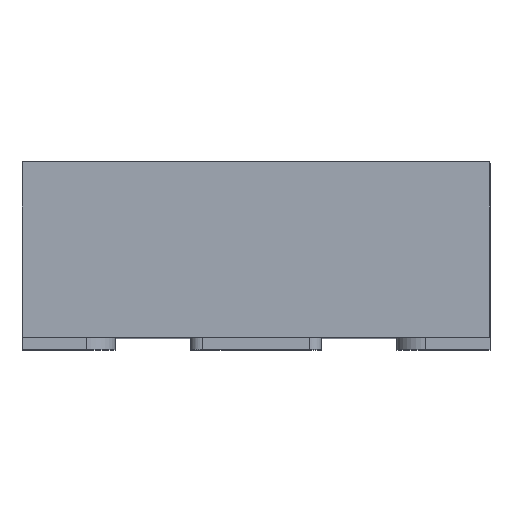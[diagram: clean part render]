
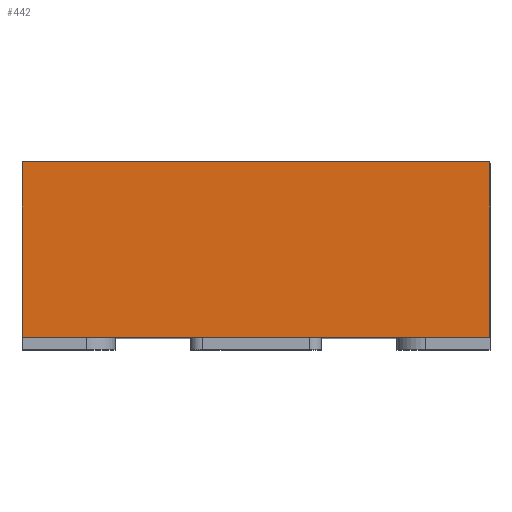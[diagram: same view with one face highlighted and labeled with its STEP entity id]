
A CAD part, top view. The second image highlights one B-rep face of the part: STEP entity #442.
In plain terms, the highlighted planar face has unit normal (0, 0, 1).
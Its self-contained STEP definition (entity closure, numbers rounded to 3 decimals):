
#103 = CARTESIAN_POINT ( 'NONE',  ( -1., 0.05, 1.5 ) ) ;
#138 = VECTOR ( 'NONE', #769, 1000. ) ;
#166 = DIRECTION ( 'NONE',  ( 0., -1., 0. ) ) ;
#173 = VERTEX_POINT ( 'NONE', #2825 ) ;
#341 = EDGE_CURVE ( 'NONE', #2301, #2045, #2065, .T. ) ;
#424 = ORIENTED_EDGE ( 'NONE', *, *, #341, .T. ) ;
#442 = ADVANCED_FACE ( 'NONE', ( #2305 ), #3383, .F. ) ;
#465 = ORIENTED_EDGE ( 'NONE', *, *, #1793, .F. ) ;
#487 = DIRECTION ( 'NONE',  ( 1., 0., 0. ) ) ;
#769 = DIRECTION ( 'NONE',  ( 1., 0., 0. ) ) ;
#866 = LINE ( 'NONE', #1672, #3469 ) ;
#979 = CARTESIAN_POINT ( 'NONE',  ( 1., 5.206, 1.5 ) ) ;
#1036 = ORIENTED_EDGE ( 'NONE', *, *, #1376, .T. ) ;
#1376 = EDGE_CURVE ( 'NONE', #173, #2301, #2508, .T. ) ;
#1403 = CARTESIAN_POINT ( 'NONE',  ( 1., 0.8, 1.5 ) ) ;
#1672 = CARTESIAN_POINT ( 'NONE',  ( 1., 5.206, 1.5 ) ) ;
#1697 = VECTOR ( 'NONE', #166, 1000. ) ;
#1705 = ORIENTED_EDGE ( 'NONE', *, *, #2247, .F. ) ;
#1793 = EDGE_CURVE ( 'NONE', #173, #2565, #1807, .T. ) ;
#1807 = LINE ( 'NONE', #3446, #138 ) ;
#2045 = VERTEX_POINT ( 'NONE', #2360 ) ;
#2065 = LINE ( 'NONE', #2883, #2975 ) ;
#2239 = DIRECTION ( 'NONE',  ( 0., -1., 0. ) ) ;
#2247 = EDGE_CURVE ( 'NONE', #2565, #2045, #866, .T. ) ;
#2301 = VERTEX_POINT ( 'NONE', #103 ) ;
#2305 = FACE_OUTER_BOUND ( 'NONE', #3100, .T. ) ;
#2360 = CARTESIAN_POINT ( 'NONE',  ( 1., 0.05, 1.5 ) ) ;
#2508 = LINE ( 'NONE', #3116, #1697 ) ;
#2565 = VERTEX_POINT ( 'NONE', #1403 ) ;
#2825 = CARTESIAN_POINT ( 'NONE',  ( -1., 0.8, 1.5 ) ) ;
#2883 = CARTESIAN_POINT ( 'NONE',  ( 1., 0.05, 1.5 ) ) ;
#2975 = VECTOR ( 'NONE', #487, 1000. ) ;
#3100 = EDGE_LOOP ( 'NONE', ( #465, #1036, #424, #1705 ) ) ;
#3116 = CARTESIAN_POINT ( 'NONE',  ( -1., 5.206, 1.5 ) ) ;
#3151 = DIRECTION ( 'NONE',  ( -1., 0., 0. ) ) ;
#3339 = AXIS2_PLACEMENT_3D ( 'NONE', #979, #3407, #3151 ) ;
#3383 = PLANE ( 'NONE',  #3339 ) ;
#3407 = DIRECTION ( 'NONE',  ( 0., 0., -1. ) ) ;
#3446 = CARTESIAN_POINT ( 'NONE',  ( 1., 0.8, 1.5 ) ) ;
#3469 = VECTOR ( 'NONE', #2239, 1000. ) ;
